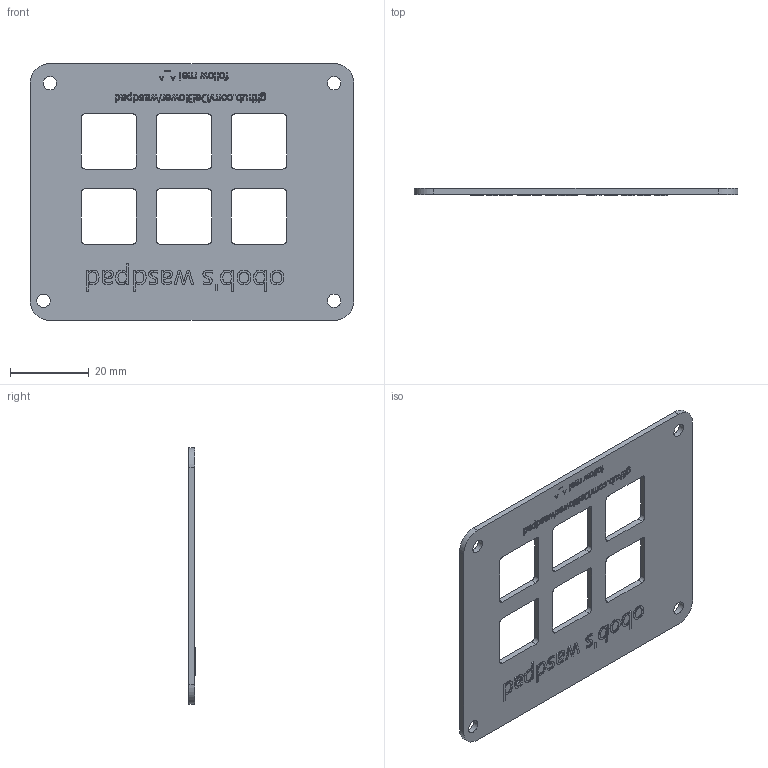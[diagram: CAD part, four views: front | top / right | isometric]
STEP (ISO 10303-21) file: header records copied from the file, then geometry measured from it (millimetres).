
FILE_DESCRIPTION(/* description */ (''),/* implementation_level */ '2;1');
FILE_NAME(/* name */ 'hackpad top.step',/* time_stamp */ '2025-11-15T18:13:06+11:00',/* author */ (''),/* organization */ (''),/* preprocessor_version */ 'ST-DEVELOPER v20.1',/* originating_system */ 'Autodesk Translation Framework v14.10.0.0',/* authorisation */ '');
FILE_SCHEMA (('AUTOMOTIVE_DESIGN { 1 0 10303 214 3 1 1 }'));
Length unit declared in the file: millimetre
Products named in the file (1): (Unsaved)
Bounding box: 82.15 x 1.7 x 65.2 mm (x, y, z)
Volume: 6198.8 mm3; surface area: 9352 mm2
Topology: 1 solids, 1 shells, 1125 faces, 3129 edges, 2086 vertices
Faces by surface type: bspline 663, plane 430, cylinder 32
Full cylindrical faces by diameter (mm): 3.4 x4
Entity records: 42010 total; most frequent: CARTESIAN_POINT 17612, ORIENTED_EDGE 6258, EDGE_CURVE 3129, DIRECTION 2793, VERTEX_POINT 2086, LINE 1739, VECTOR 1739, B_SPLINE_CURVE_WITH_KNOTS 1326
